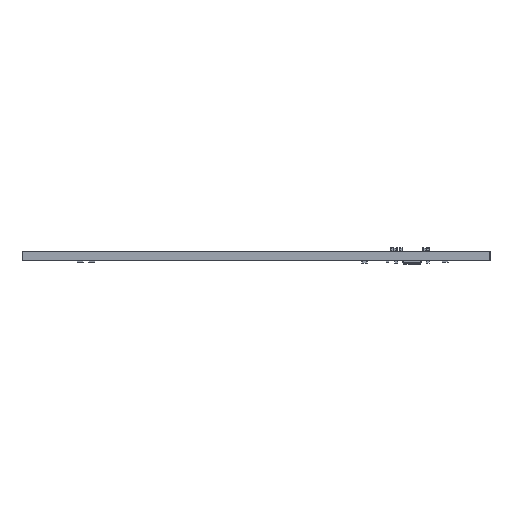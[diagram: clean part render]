
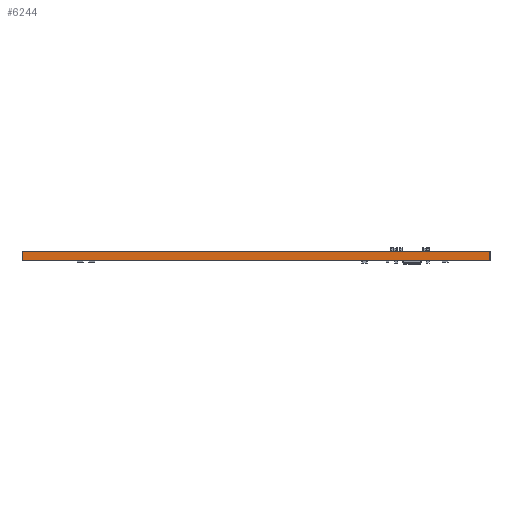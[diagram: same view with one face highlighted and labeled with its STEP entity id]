
A CAD part, left-side view. The second image highlights one B-rep face of the part: STEP entity #6244.
In plain terms, the highlighted planar face has unit normal (-1, 0, 0).
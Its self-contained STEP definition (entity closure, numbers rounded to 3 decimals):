
#6063 = PLANE('',#6064);
#6064 = AXIS2_PLACEMENT_3D('',#6065,#6066,#6067);
#6065 = CARTESIAN_POINT('',(282.77,-35.06,0.));
#6066 = DIRECTION('',(0.,-1.,0.));
#6067 = DIRECTION('',(-1.,0.,0.));
#6088 = VERTEX_POINT('',#6089);
#6089 = CARTESIAN_POINT('',(14.77,-35.06,1.6));
#6103 = PLANE('',#6104);
#6104 = AXIS2_PLACEMENT_3D('',#6105,#6106,#6107);
#6105 = CARTESIAN_POINT('',(148.773,-76.17,1.6));
#6106 = DIRECTION('',(0.,0.,1.));
#6107 = DIRECTION('',(1.,0.,0.));
#6115 = EDGE_CURVE('',#6116,#6088,#6118,.T.);
#6116 = VERTEX_POINT('',#6117);
#6117 = CARTESIAN_POINT('',(14.77,-35.06,0.));
#6118 = SURFACE_CURVE('',#6119,(#6123,#6130),.PCURVE_S1.);
#6119 = LINE('',#6120,#6121);
#6120 = CARTESIAN_POINT('',(14.77,-35.06,0.));
#6121 = VECTOR('',#6122,1.);
#6122 = DIRECTION('',(0.,0.,1.));
#6123 = PCURVE('',#6063,#6124);
#6124 = DEFINITIONAL_REPRESENTATION('',(#6125),#6129);
#6125 = LINE('',#6126,#6127);
#6126 = CARTESIAN_POINT('',(268.,0.));
#6127 = VECTOR('',#6128,1.);
#6128 = DIRECTION('',(0.,-1.));
#6129 = ( GEOMETRIC_REPRESENTATION_CONTEXT(2) 
PARAMETRIC_REPRESENTATION_CONTEXT() REPRESENTATION_CONTEXT('2D SPACE',''
  ) );
#6130 = PCURVE('',#6131,#6136);
#6131 = PLANE('',#6132);
#6132 = AXIS2_PLACEMENT_3D('',#6133,#6134,#6135);
#6133 = CARTESIAN_POINT('',(14.77,-35.06,0.));
#6134 = DIRECTION('',(1.,0.,0.));
#6135 = DIRECTION('',(0.,-1.,0.));
#6136 = DEFINITIONAL_REPRESENTATION('',(#6137),#6141);
#6137 = LINE('',#6138,#6139);
#6138 = CARTESIAN_POINT('',(0.,0.));
#6139 = VECTOR('',#6140,1.);
#6140 = DIRECTION('',(0.,-1.));
#6141 = ( GEOMETRIC_REPRESENTATION_CONTEXT(2) 
PARAMETRIC_REPRESENTATION_CONTEXT() REPRESENTATION_CONTEXT('2D SPACE',''
  ) );
#6157 = PLANE('',#6158);
#6158 = AXIS2_PLACEMENT_3D('',#6159,#6160,#6161);
#6159 = CARTESIAN_POINT('',(148.773,-76.17,0.));
#6160 = DIRECTION('',(0.,0.,1.));
#6161 = DIRECTION('',(1.,0.,0.));
#6190 = PLANE('',#6191);
#6191 = AXIS2_PLACEMENT_3D('',#6192,#6193,#6194);
#6192 = CARTESIAN_POINT('',(14.76,-117.26,0.));
#6193 = DIRECTION('',(0.,1.,0.));
#6194 = DIRECTION('',(1.,0.,0.));
#6244 = ADVANCED_FACE('',(#6245),#6131,.F.);
#6245 = FACE_BOUND('',#6246,.F.);
#6246 = EDGE_LOOP('',(#6247,#6248,#6271,#6294));
#6247 = ORIENTED_EDGE('',*,*,#6115,.T.);
#6248 = ORIENTED_EDGE('',*,*,#6249,.T.);
#6249 = EDGE_CURVE('',#6088,#6250,#6252,.T.);
#6250 = VERTEX_POINT('',#6251);
#6251 = CARTESIAN_POINT('',(14.76,-117.26,1.6));
#6252 = SURFACE_CURVE('',#6253,(#6257,#6264),.PCURVE_S1.);
#6253 = LINE('',#6254,#6255);
#6254 = CARTESIAN_POINT('',(14.77,-35.06,1.6));
#6255 = VECTOR('',#6256,1.);
#6256 = DIRECTION('',(0.,-1.,0.));
#6257 = PCURVE('',#6131,#6258);
#6258 = DEFINITIONAL_REPRESENTATION('',(#6259),#6263);
#6259 = LINE('',#6260,#6261);
#6260 = CARTESIAN_POINT('',(0.,-1.6));
#6261 = VECTOR('',#6262,1.);
#6262 = DIRECTION('',(1.,0.));
#6263 = ( GEOMETRIC_REPRESENTATION_CONTEXT(2) 
PARAMETRIC_REPRESENTATION_CONTEXT() REPRESENTATION_CONTEXT('2D SPACE',''
  ) );
#6264 = PCURVE('',#6103,#6265);
#6265 = DEFINITIONAL_REPRESENTATION('',(#6266),#6270);
#6266 = LINE('',#6267,#6268);
#6267 = CARTESIAN_POINT('',(-134.003,41.11));
#6268 = VECTOR('',#6269,1.);
#6269 = DIRECTION('',(0.,-1.));
#6270 = ( GEOMETRIC_REPRESENTATION_CONTEXT(2) 
PARAMETRIC_REPRESENTATION_CONTEXT() REPRESENTATION_CONTEXT('2D SPACE',''
  ) );
#6271 = ORIENTED_EDGE('',*,*,#6272,.F.);
#6272 = EDGE_CURVE('',#6273,#6250,#6275,.T.);
#6273 = VERTEX_POINT('',#6274);
#6274 = CARTESIAN_POINT('',(14.76,-117.26,0.));
#6275 = SURFACE_CURVE('',#6276,(#6280,#6287),.PCURVE_S1.);
#6276 = LINE('',#6277,#6278);
#6277 = CARTESIAN_POINT('',(14.76,-117.26,0.));
#6278 = VECTOR('',#6279,1.);
#6279 = DIRECTION('',(0.,0.,1.));
#6280 = PCURVE('',#6131,#6281);
#6281 = DEFINITIONAL_REPRESENTATION('',(#6282),#6286);
#6282 = LINE('',#6283,#6284);
#6283 = CARTESIAN_POINT('',(82.2,0.));
#6284 = VECTOR('',#6285,1.);
#6285 = DIRECTION('',(0.,-1.));
#6286 = ( GEOMETRIC_REPRESENTATION_CONTEXT(2) 
PARAMETRIC_REPRESENTATION_CONTEXT() REPRESENTATION_CONTEXT('2D SPACE',''
  ) );
#6287 = PCURVE('',#6190,#6288);
#6288 = DEFINITIONAL_REPRESENTATION('',(#6289),#6293);
#6289 = LINE('',#6290,#6291);
#6290 = CARTESIAN_POINT('',(0.,0.));
#6291 = VECTOR('',#6292,1.);
#6292 = DIRECTION('',(0.,-1.));
#6293 = ( GEOMETRIC_REPRESENTATION_CONTEXT(2) 
PARAMETRIC_REPRESENTATION_CONTEXT() REPRESENTATION_CONTEXT('2D SPACE',''
  ) );
#6294 = ORIENTED_EDGE('',*,*,#6295,.F.);
#6295 = EDGE_CURVE('',#6116,#6273,#6296,.T.);
#6296 = SURFACE_CURVE('',#6297,(#6301,#6308),.PCURVE_S1.);
#6297 = LINE('',#6298,#6299);
#6298 = CARTESIAN_POINT('',(14.77,-35.06,0.));
#6299 = VECTOR('',#6300,1.);
#6300 = DIRECTION('',(0.,-1.,0.));
#6301 = PCURVE('',#6131,#6302);
#6302 = DEFINITIONAL_REPRESENTATION('',(#6303),#6307);
#6303 = LINE('',#6304,#6305);
#6304 = CARTESIAN_POINT('',(0.,0.));
#6305 = VECTOR('',#6306,1.);
#6306 = DIRECTION('',(1.,0.));
#6307 = ( GEOMETRIC_REPRESENTATION_CONTEXT(2) 
PARAMETRIC_REPRESENTATION_CONTEXT() REPRESENTATION_CONTEXT('2D SPACE',''
  ) );
#6308 = PCURVE('',#6157,#6309);
#6309 = DEFINITIONAL_REPRESENTATION('',(#6310),#6314);
#6310 = LINE('',#6311,#6312);
#6311 = CARTESIAN_POINT('',(-134.003,41.11));
#6312 = VECTOR('',#6313,1.);
#6313 = DIRECTION('',(0.,-1.));
#6314 = ( GEOMETRIC_REPRESENTATION_CONTEXT(2) 
PARAMETRIC_REPRESENTATION_CONTEXT() REPRESENTATION_CONTEXT('2D SPACE',''
  ) );
